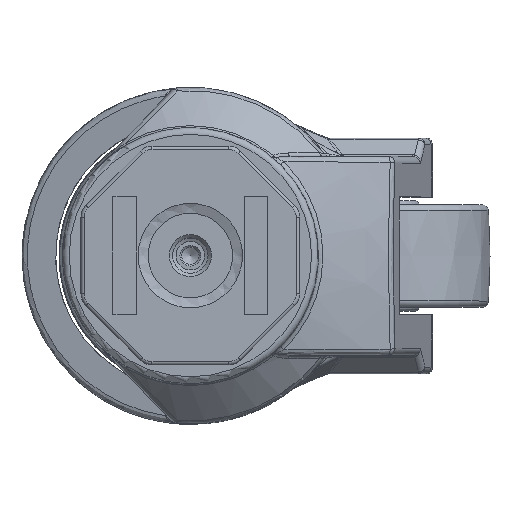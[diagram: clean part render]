
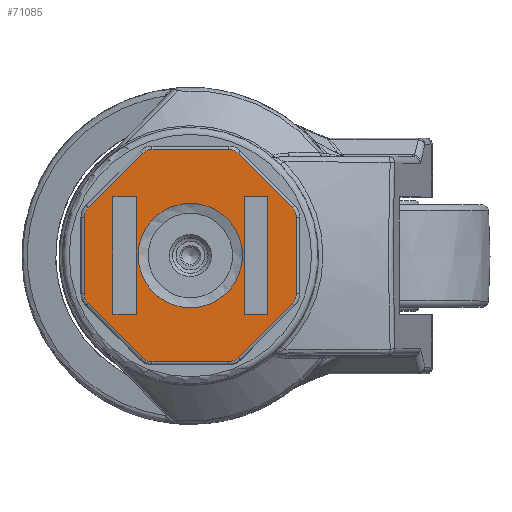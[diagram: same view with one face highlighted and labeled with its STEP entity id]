
A CAD part, top view. The second image highlights one B-rep face of the part: STEP entity #71085.
In plain terms, the highlighted planar face has unit normal (0, 0, 1).
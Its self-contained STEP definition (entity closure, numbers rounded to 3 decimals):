
#69493=CARTESIAN_POINT('',(31.634,-15.616,17.81));
#69494=VERTEX_POINT('',#69493);
#69495=CARTESIAN_POINT('',(16.134,-15.616,17.81));
#69496=DIRECTION('',(0.0,0.0,-1.0));
#69497=DIRECTION('',(1.0,0.0,0.0));
#69498=AXIS2_PLACEMENT_3D('',#69495,#69496,#69497);
#69499=CIRCLE('',#69498,15.5);
#69500=EDGE_CURVE('',#69494,#69494,#69499,.T.);
#69751=CARTESIAN_POINT('',(46.462,-29.836,17.81));
#69752=VERTEX_POINT('',#69751);
#69762=CARTESIAN_POINT('',(30.353,-45.945,17.81));
#69763=VERTEX_POINT('',#69762);
#69764=CARTESIAN_POINT('',(46.462,-29.836,17.81));
#69765=DIRECTION('',(-0.707,-0.707,0.0));
#69766=VECTOR('',#69765,22.782);
#69767=LINE('',#69764,#69766);
#69768=EDGE_CURVE('',#69752,#69763,#69767,.T.);
#69835=CARTESIAN_POINT('',(4.743,15.884,17.81));
#69836=VERTEX_POINT('',#69835);
#69846=CARTESIAN_POINT('',(27.525,15.884,17.81));
#69847=VERTEX_POINT('',#69846);
#69848=CARTESIAN_POINT('',(4.743,15.884,17.81));
#69849=DIRECTION('',(1.0,0.0,0.0));
#69850=VECTOR('',#69849,22.782);
#69851=LINE('',#69848,#69850);
#69852=EDGE_CURVE('',#69836,#69847,#69851,.T.);
#69955=CARTESIAN_POINT('',(30.353,14.712,17.81));
#69956=VERTEX_POINT('',#69955);
#69964=CARTESIAN_POINT('',(46.462,-1.397,17.81));
#69965=VERTEX_POINT('',#69964);
#69966=CARTESIAN_POINT('',(30.353,14.712,17.81));
#69967=DIRECTION('',(0.707,-0.707,0.0));
#69968=VECTOR('',#69967,22.782);
#69969=LINE('',#69966,#69968);
#69970=EDGE_CURVE('',#69956,#69965,#69969,.T.);
#70073=CARTESIAN_POINT('',(47.634,-4.225,17.81));
#70074=VERTEX_POINT('',#70073);
#70082=CARTESIAN_POINT('',(47.634,-27.007,17.81));
#70083=VERTEX_POINT('',#70082);
#70084=CARTESIAN_POINT('',(47.634,-4.225,17.81));
#70085=DIRECTION('',(0.0,-1.0,0.0));
#70086=VECTOR('',#70085,22.782);
#70087=LINE('',#70084,#70086);
#70088=EDGE_CURVE('',#70074,#70083,#70087,.T.);
#70147=CARTESIAN_POINT('',(27.525,-47.116,17.81));
#70148=VERTEX_POINT('',#70147);
#70158=CARTESIAN_POINT('',(4.743,-47.116,17.81));
#70159=VERTEX_POINT('',#70158);
#70160=CARTESIAN_POINT('',(27.525,-47.116,17.81));
#70161=DIRECTION('',(-1.0,0.0,0.0));
#70162=VECTOR('',#70161,22.782);
#70163=LINE('',#70160,#70162);
#70164=EDGE_CURVE('',#70148,#70159,#70163,.T.);
#70343=CARTESIAN_POINT('',(1.915,-45.945,17.81));
#70344=VERTEX_POINT('',#70343);
#70352=CARTESIAN_POINT('',(-14.194,-29.835,17.81));
#70353=VERTEX_POINT('',#70352);
#70354=CARTESIAN_POINT('',(1.915,-45.945,17.81));
#70355=DIRECTION('',(-0.707,0.707,0.0));
#70356=VECTOR('',#70355,22.782);
#70357=LINE('',#70354,#70356);
#70358=EDGE_CURVE('',#70344,#70353,#70357,.T.);
#70461=CARTESIAN_POINT('',(-15.366,-27.007,17.81));
#70462=VERTEX_POINT('',#70461);
#70470=CARTESIAN_POINT('',(-15.366,-4.225,17.81));
#70471=VERTEX_POINT('',#70470);
#70472=CARTESIAN_POINT('',(-15.366,-27.007,17.81));
#70473=DIRECTION('',(0.0,1.0,0.0));
#70474=VECTOR('',#70473,22.782);
#70475=LINE('',#70472,#70474);
#70476=EDGE_CURVE('',#70462,#70471,#70475,.T.);
#70579=CARTESIAN_POINT('',(-14.194,-1.397,17.81));
#70580=VERTEX_POINT('',#70579);
#70588=CARTESIAN_POINT('',(1.915,14.712,17.81));
#70589=VERTEX_POINT('',#70588);
#70590=CARTESIAN_POINT('',(-14.194,-1.397,17.81));
#70591=DIRECTION('',(0.707,0.707,0.0));
#70592=VECTOR('',#70591,22.782);
#70593=LINE('',#70590,#70592);
#70594=EDGE_CURVE('',#70580,#70589,#70593,.T.);
#70706=CARTESIAN_POINT('',(4.743,11.884,17.81));
#70707=DIRECTION('',(0.0,0.0,-1.0));
#70708=DIRECTION('',(-0.383,0.924,0.0));
#70709=AXIS2_PLACEMENT_3D('',#70706,#70707,#70708);
#70710=CIRCLE('',#70709,4.);
#70711=EDGE_CURVE('',#70589,#69836,#70710,.T.);
#70823=CARTESIAN_POINT('',(-11.366,-4.225,17.81));
#70824=DIRECTION('',(0.0,0.0,-1.0));
#70825=DIRECTION('',(-0.924,0.383,0.0));
#70826=AXIS2_PLACEMENT_3D('',#70823,#70824,#70825);
#70827=CIRCLE('',#70826,4.);
#70828=EDGE_CURVE('',#70471,#70580,#70827,.T.);
#70865=CARTESIAN_POINT('',(-11.366,-27.007,17.81));
#70866=DIRECTION('',(0.0,0.0,-1.0));
#70867=DIRECTION('',(-0.924,-0.383,0.0));
#70868=AXIS2_PLACEMENT_3D('',#70865,#70866,#70867);
#70869=CIRCLE('',#70868,4.);
#70870=EDGE_CURVE('',#70353,#70462,#70869,.T.);
#70907=CARTESIAN_POINT('',(4.743,-43.116,17.81));
#70908=DIRECTION('',(0.0,0.0,-1.0));
#70909=DIRECTION('',(-0.383,-0.924,0.0));
#70910=AXIS2_PLACEMENT_3D('',#70907,#70908,#70909);
#70911=CIRCLE('',#70910,4.);
#70912=EDGE_CURVE('',#70159,#70344,#70911,.T.);
#70963=CARTESIAN_POINT('',(27.525,-43.116,17.81));
#70964=DIRECTION('',(0.0,0.0,-1.0));
#70965=DIRECTION('',(0.383,-0.924,0.0));
#70966=AXIS2_PLACEMENT_3D('',#70963,#70964,#70965);
#70967=CIRCLE('',#70966,4.);
#70968=EDGE_CURVE('',#69763,#70148,#70967,.T.);
#70973=CARTESIAN_POINT('',(2.672,-48.116,17.81));
#70974=DIRECTION('',(0.0,0.0,1.0));
#70975=DIRECTION('',(1.0,0.0,0.0));
#70976=AXIS2_PLACEMENT_3D('',#70973,#70974,#70975);
#70977=PLANE('',#70976);
#70978=ORIENTED_EDGE('',*,*,#70711,.F.);
#70979=ORIENTED_EDGE('',*,*,#70594,.F.);
#70980=ORIENTED_EDGE('',*,*,#70828,.F.);
#70981=ORIENTED_EDGE('',*,*,#70476,.F.);
#70982=ORIENTED_EDGE('',*,*,#70870,.F.);
#70983=ORIENTED_EDGE('',*,*,#70358,.F.);
#70984=ORIENTED_EDGE('',*,*,#70912,.F.);
#70985=ORIENTED_EDGE('',*,*,#70164,.F.);
#70986=ORIENTED_EDGE('',*,*,#70968,.F.);
#70987=ORIENTED_EDGE('',*,*,#69768,.F.);
#70988=CARTESIAN_POINT('',(43.634,-27.007,17.81));
#70989=DIRECTION('',(0.0,0.0,-1.0));
#70990=DIRECTION('',(0.924,-0.383,0.0));
#70991=AXIS2_PLACEMENT_3D('',#70988,#70989,#70990);
#70992=CIRCLE('',#70991,4.);
#70993=EDGE_CURVE('',#70083,#69752,#70992,.T.);
#70994=ORIENTED_EDGE('',*,*,#70993,.F.);
#70995=ORIENTED_EDGE('',*,*,#70088,.F.);
#70996=CARTESIAN_POINT('',(43.634,-4.225,17.81));
#70997=DIRECTION('',(0.0,0.0,-1.0));
#70998=DIRECTION('',(0.924,0.383,0.0));
#70999=AXIS2_PLACEMENT_3D('',#70996,#70997,#70998);
#71000=CIRCLE('',#70999,4.);
#71001=EDGE_CURVE('',#69965,#70074,#71000,.T.);
#71002=ORIENTED_EDGE('',*,*,#71001,.F.);
#71003=ORIENTED_EDGE('',*,*,#69970,.F.);
#71004=CARTESIAN_POINT('',(27.525,11.884,17.81));
#71005=DIRECTION('',(0.0,0.0,-1.0));
#71006=DIRECTION('',(0.383,0.924,0.0));
#71007=AXIS2_PLACEMENT_3D('',#71004,#71005,#71006);
#71008=CIRCLE('',#71007,4.);
#71009=EDGE_CURVE('',#69847,#69956,#71008,.T.);
#71010=ORIENTED_EDGE('',*,*,#71009,.F.);
#71011=ORIENTED_EDGE('',*,*,#69852,.F.);
#71012=EDGE_LOOP('',(#70978,#70979,#70980,#70981,#70982,#70983,#70984,#70985,#70986,#70987,#70994,#70995,#71002,#71003,#71010,#71011));
#71013=FACE_OUTER_BOUND('',#71012,.T.);
#71014=ORIENTED_EDGE('',*,*,#69500,.T.);
#71015=EDGE_LOOP('',(#71014));
#71016=FACE_BOUND('',#71015,.T.);
#71017=CARTESIAN_POINT('',(39.134,-33.116,17.81));
#71018=VERTEX_POINT('',#71017);
#71019=CARTESIAN_POINT('',(32.134,-33.116,17.81));
#71020=VERTEX_POINT('',#71019);
#71021=CARTESIAN_POINT('',(39.134,-33.116,17.81));
#71022=DIRECTION('',(-1.0,0.0,0.0));
#71023=VECTOR('',#71022,7.0);
#71024=LINE('',#71021,#71023);
#71025=EDGE_CURVE('',#71018,#71020,#71024,.T.);
#71026=ORIENTED_EDGE('',*,*,#71025,.T.);
#71027=CARTESIAN_POINT('',(32.134,1.884,17.81));
#71028=VERTEX_POINT('',#71027);
#71029=CARTESIAN_POINT('',(32.134,-33.116,17.81));
#71030=DIRECTION('',(0.0,1.0,0.0));
#71031=VECTOR('',#71030,35.);
#71032=LINE('',#71029,#71031);
#71033=EDGE_CURVE('',#71020,#71028,#71032,.T.);
#71034=ORIENTED_EDGE('',*,*,#71033,.T.);
#71035=CARTESIAN_POINT('',(39.134,1.884,17.81));
#71036=VERTEX_POINT('',#71035);
#71037=CARTESIAN_POINT('',(32.134,1.884,17.81));
#71038=DIRECTION('',(1.0,0.0,0.0));
#71039=VECTOR('',#71038,7.0);
#71040=LINE('',#71037,#71039);
#71041=EDGE_CURVE('',#71028,#71036,#71040,.T.);
#71042=ORIENTED_EDGE('',*,*,#71041,.T.);
#71043=CARTESIAN_POINT('',(39.134,1.884,17.81));
#71044=DIRECTION('',(0.0,-1.0,0.0));
#71045=VECTOR('',#71044,35.);
#71046=LINE('',#71043,#71045);
#71047=EDGE_CURVE('',#71036,#71018,#71046,.T.);
#71048=ORIENTED_EDGE('',*,*,#71047,.T.);
#71049=EDGE_LOOP('',(#71026,#71034,#71042,#71048));
#71050=FACE_BOUND('',#71049,.T.);
#71051=CARTESIAN_POINT('',(0.134,-33.116,17.81));
#71052=VERTEX_POINT('',#71051);
#71053=CARTESIAN_POINT('',(-6.866,-33.116,17.81));
#71054=VERTEX_POINT('',#71053);
#71055=CARTESIAN_POINT('',(0.134,-33.116,17.81));
#71056=DIRECTION('',(-1.0,0.0,0.0));
#71057=VECTOR('',#71056,7.);
#71058=LINE('',#71055,#71057);
#71059=EDGE_CURVE('',#71052,#71054,#71058,.T.);
#71060=ORIENTED_EDGE('',*,*,#71059,.T.);
#71061=CARTESIAN_POINT('',(-6.866,1.884,17.81));
#71062=VERTEX_POINT('',#71061);
#71063=CARTESIAN_POINT('',(-6.866,-33.116,17.81));
#71064=DIRECTION('',(0.0,1.0,0.0));
#71065=VECTOR('',#71064,35.);
#71066=LINE('',#71063,#71065);
#71067=EDGE_CURVE('',#71054,#71062,#71066,.T.);
#71068=ORIENTED_EDGE('',*,*,#71067,.T.);
#71069=CARTESIAN_POINT('',(0.134,1.884,17.81));
#71070=VERTEX_POINT('',#71069);
#71071=CARTESIAN_POINT('',(-6.866,1.884,17.81));
#71072=DIRECTION('',(1.0,0.0,0.0));
#71073=VECTOR('',#71072,7.);
#71074=LINE('',#71071,#71073);
#71075=EDGE_CURVE('',#71062,#71070,#71074,.T.);
#71076=ORIENTED_EDGE('',*,*,#71075,.T.);
#71077=CARTESIAN_POINT('',(0.134,1.884,17.81));
#71078=DIRECTION('',(0.0,-1.0,0.0));
#71079=VECTOR('',#71078,35.);
#71080=LINE('',#71077,#71079);
#71081=EDGE_CURVE('',#71070,#71052,#71080,.T.);
#71082=ORIENTED_EDGE('',*,*,#71081,.T.);
#71083=EDGE_LOOP('',(#71060,#71068,#71076,#71082));
#71084=FACE_BOUND('',#71083,.T.);
#71085=ADVANCED_FACE('',(#71013,#71016,#71050,#71084),#70977,.T.);
